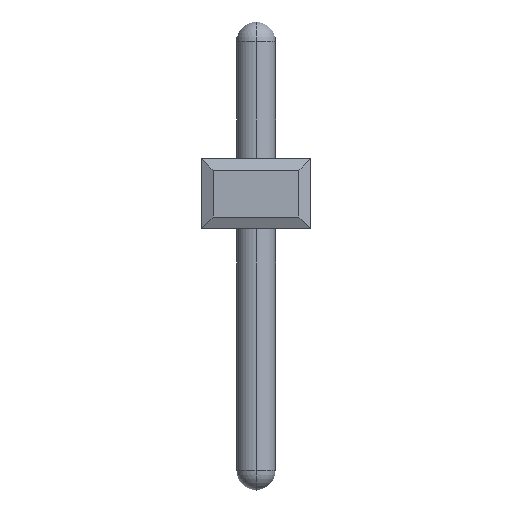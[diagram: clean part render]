
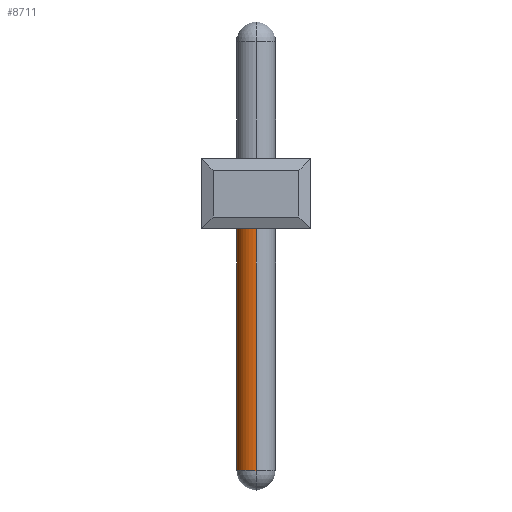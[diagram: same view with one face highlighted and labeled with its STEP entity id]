
A CAD part, front view. The second image highlights one B-rep face of the part: STEP entity #8711.
In plain terms, the highlighted cylindrical face has radius 0.5 mm (diameter 1 mm), a partial arc.
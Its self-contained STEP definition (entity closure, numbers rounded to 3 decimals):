
#3007=CARTESIAN_POINT('',(1.4,-33.25,0.2));
#3008=DIRECTION('',(0.,0.,1.));
#3009=DIRECTION('',(0.,1.,0.));
#3010=AXIS2_PLACEMENT_3D('',#3007,#3008,#3009);
#3021=CARTESIAN_POINT('',(1.4,-33.25,-6.2));
#3022=DIRECTION('',(0.,0.,1.));
#3023=DIRECTION('',(0.,1.,0.));
#3024=AXIS2_PLACEMENT_3D('',#3021,#3022,#3023);
#3026=DIRECTION('',(0.,0.,1.));
#3027=VECTOR('',#3026,6.4);
#3028=CARTESIAN_POINT('',(1.4,-32.75,-6.2));
#3029=LINE('',#3028,#3027);
#3035=DIRECTION('',(0.,0.,1.));
#3036=VECTOR('',#3035,6.4);
#3037=CARTESIAN_POINT('',(1.4,-33.75,-6.2));
#3038=LINE('',#3037,#3036);
#3854=CARTESIAN_POINT('',(1.4,-32.75,-6.2));
#3856=VERTEX_POINT('',#3854);
#3861=CARTESIAN_POINT('',(1.4,-33.75,-6.2));
#3862=VERTEX_POINT('',#3861);
#3865=CARTESIAN_POINT('',(1.4,-32.75,0.2));
#3866=CARTESIAN_POINT('',(1.4,-33.75,0.2));
#3867=VERTEX_POINT('',#3865);
#3868=VERTEX_POINT('',#3866);
#8697=CARTESIAN_POINT('',(1.4,-33.25,-7.3));
#8698=DIRECTION('',(0.,0.,1.));
#8699=DIRECTION('',(0.,1.,0.));
#8700=AXIS2_PLACEMENT_3D('',#8697,#8698,#8699);
#8701=CYLINDRICAL_SURFACE('',#8700,0.5);
#8702=ORIENTED_EDGE('',*,*,#8678,.T.);
#8704=ORIENTED_EDGE('',*,*,#8703,.F.);
#8706=ORIENTED_EDGE('',*,*,#8705,.F.);
#8708=ORIENTED_EDGE('',*,*,#8707,.T.);
#8709=EDGE_LOOP('',(#8702,#8704,#8706,#8708));
#8710=FACE_OUTER_BOUND('',#8709,.F.);
#8711=ADVANCED_FACE('',(#8710),#8701,.T.);
#3011=CIRCLE('',#3010,0.5);
#3025=CIRCLE('',#3024,0.5);
#8678=EDGE_CURVE('',#3867,#3868,#3011,.T.);
#8703=EDGE_CURVE('',#3862,#3868,#3038,.T.);
#8705=EDGE_CURVE('',#3856,#3862,#3025,.T.);
#8707=EDGE_CURVE('',#3856,#3867,#3029,.T.);
